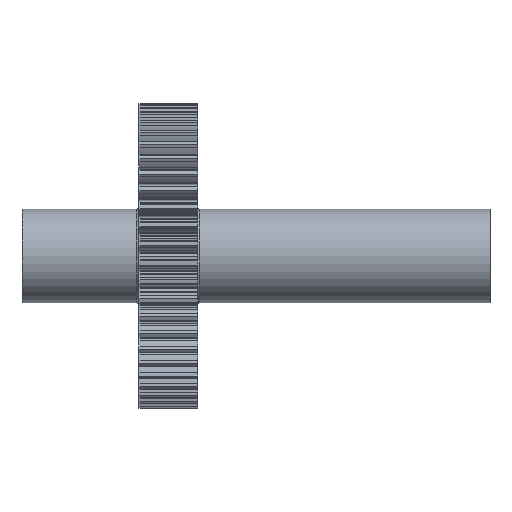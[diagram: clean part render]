
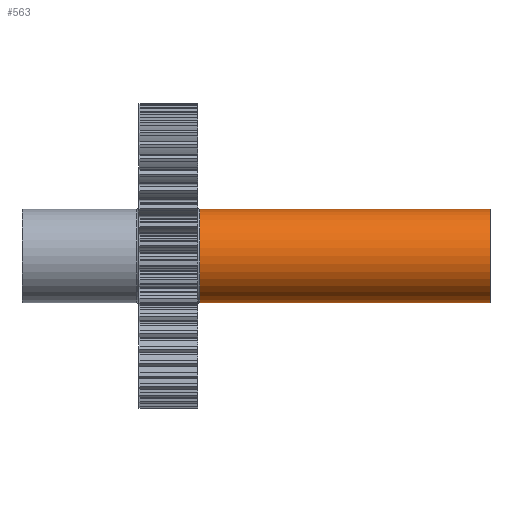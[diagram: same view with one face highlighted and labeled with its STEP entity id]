
A CAD part, top view. The second image highlights one B-rep face of the part: STEP entity #563.
In plain terms, the highlighted cylindrical face has radius 4 mm (diameter 8 mm), a partial arc.
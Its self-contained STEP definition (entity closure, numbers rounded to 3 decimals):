
#563=ADVANCED_FACE('',(#1624),#1625,.T.);
#1624=FACE_OUTER_BOUND('',#3178,.T.);
#1625=CYLINDRICAL_SURFACE('',#3179,4.0);
#3178=EDGE_LOOP('',(#5779,#5780,#5781,#5782));
#3179=AXIS2_PLACEMENT_3D('',#5783,#5784,#5785);
#5779=ORIENTED_EDGE('',*,*,#9796,.T.);
#5780=ORIENTED_EDGE('',*,*,#10833,.F.);
#5781=ORIENTED_EDGE('',*,*,#9798,.T.);
#5782=ORIENTED_EDGE('',*,*,#9814,.T.);
#5783=CARTESIAN_POINT('',(27.5,0.0,0.0));
#5784=DIRECTION('',(1.0,0.0,0.0));
#5785=DIRECTION('',(0.0,-1.0,0.0));
#9796=EDGE_CURVE('',#11837,#11838,#11839,.T.);
#9798=EDGE_CURVE('',#11842,#11840,#11843,.T.);
#9814=EDGE_CURVE('',#11840,#11837,#11869,.T.);
#10833=EDGE_CURVE('',#11842,#11838,#13890,.T.);
#11837=VERTEX_POINT('',#14894);
#11838=VERTEX_POINT('',#14895);
#11839=LINE('',#14896,#14897);
#11840=VERTEX_POINT('',#14898);
#11842=VERTEX_POINT('',#14900);
#11843=LINE('',#14901,#14902);
#11869=CIRCLE('',#14932,4.0);
#13890=CIRCLE('',#16953,4.0);
#14894=CARTESIAN_POINT('',(15.2,-4.0,0.0));
#14895=CARTESIAN_POINT('',(40.0,-4.0,0.0));
#14896=CARTESIAN_POINT('',(27.5,-4.0,0.));
#14897=VECTOR('',#18456,1.0);
#14898=CARTESIAN_POINT('',(15.2,4.0,0.));
#14900=CARTESIAN_POINT('',(40.0,4.0,0.));
#14901=CARTESIAN_POINT('',(27.5,4.0,0.));
#14902=VECTOR('',#18460,1.0);
#14932=AXIS2_PLACEMENT_3D('',#18489,#18490,#18491);
#16953=AXIS2_PLACEMENT_3D('',#21519,#21520,#21521);
#18456=DIRECTION('',(1.0,0.0,0.0));
#18460=DIRECTION('',(-1.0,-0.0,-0.0));
#18489=CARTESIAN_POINT('',(15.2,0.0,0.0));
#18490=DIRECTION('',(1.0,0.0,0.0));
#18491=DIRECTION('',(0.0,-1.0,0.0));
#21519=CARTESIAN_POINT('',(40.0,0.0,0.0));
#21520=DIRECTION('',(1.0,0.0,0.0));
#21521=DIRECTION('',(0.0,-1.0,0.0));
